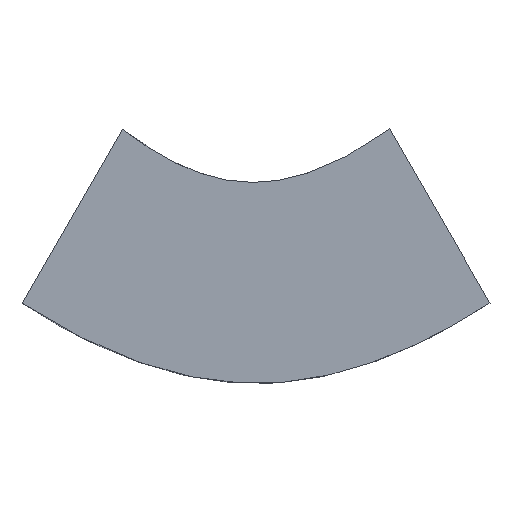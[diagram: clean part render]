
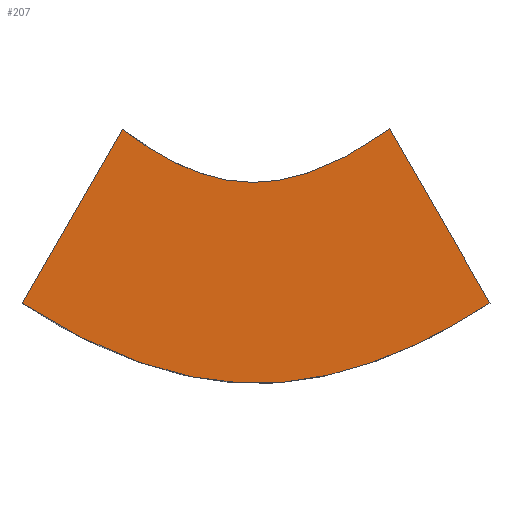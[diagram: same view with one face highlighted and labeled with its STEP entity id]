
A CAD part, top view. The second image highlights one B-rep face of the part: STEP entity #207.
In plain terms, the highlighted planar face has unit normal (0, 0, 1).
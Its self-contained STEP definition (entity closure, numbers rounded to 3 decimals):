
#19=(
BOUNDED_CURVE()
B_SPLINE_CURVE(5,(#305,#306,#307,#308,#309,#310,#311,#312,#313,#314,#315,
#316,#317,#318,#319),.UNSPECIFIED.,.F.,.F.)
B_SPLINE_CURVE_WITH_KNOTS((6,1,1,1,1,1,1,1,1,1,6),(0.,0.1,0.2,0.3,0.4,0.5,
0.6,0.7,0.8,0.9,1.),.UNSPECIFIED.)
CURVE()
GEOMETRIC_REPRESENTATION_ITEM()
RATIONAL_B_SPLINE_CURVE((1.,1.,1.,1.,1.,1.,1.,1.,1.,1.,1.,1.,1.,1.,1.))
REPRESENTATION_ITEM('')
);
#20=(
BOUNDED_CURVE()
B_SPLINE_CURVE(5,(#323,#324,#325,#326,#327,#328,#329,#330,#331,#332,#333,
#334,#335,#336,#337),.UNSPECIFIED.,.F.,.F.)
B_SPLINE_CURVE_WITH_KNOTS((6,1,1,1,1,1,1,1,1,1,6),(-1.,-0.9,-0.8,-0.7,-0.6,
-0.5,-0.4,-0.3,-0.2,-0.1,0.),.UNSPECIFIED.)
CURVE()
GEOMETRIC_REPRESENTATION_ITEM()
RATIONAL_B_SPLINE_CURVE((1.,1.,1.,1.,1.,1.,1.,1.,1.,1.,1.,1.,1.,1.,1.))
REPRESENTATION_ITEM('')
);
#24=PLANE('',#236);
#35=FACE_OUTER_BOUND('',#48,.T.);
#48=EDGE_LOOP('',(#155,#156,#157,#158));
#62=LINE('',#321,#83);
#63=LINE('',#338,#84);
#83=VECTOR('',#258,10.);
#84=VECTOR('',#259,10.);
#107=VERTEX_POINT('',#303);
#108=VERTEX_POINT('',#304);
#109=VERTEX_POINT('',#320);
#110=VERTEX_POINT('',#322);
#126=EDGE_CURVE('',#107,#108,#19,.T.);
#127=EDGE_CURVE('',#108,#109,#62,.T.);
#128=EDGE_CURVE('',#109,#110,#20,.T.);
#129=EDGE_CURVE('',#110,#107,#63,.T.);
#155=ORIENTED_EDGE('',*,*,#126,.T.);
#156=ORIENTED_EDGE('',*,*,#127,.T.);
#157=ORIENTED_EDGE('',*,*,#128,.T.);
#158=ORIENTED_EDGE('',*,*,#129,.T.);
#207=ADVANCED_FACE('',(#35),#24,.T.);
#236=AXIS2_PLACEMENT_3D('',#302,#256,#257);
#256=DIRECTION('center_axis',(0.,0.,
1.));
#257=DIRECTION('ref_axis',(-1.,0.,0.));
#258=DIRECTION('',(-0.5,0.866,0.));
#259=DIRECTION('',(-0.5,-0.866,0.));
#302=CARTESIAN_POINT('Origin',(23.011,82.998,-31.905));
#303=CARTESIAN_POINT('',(17.19,81.848,-31.905));
#304=CARTESIAN_POINT('',(28.832,81.854,-31.905));
#305=CARTESIAN_POINT('Ctrl Pts',(17.19,81.848,-31.905));
#306=CARTESIAN_POINT('Ctrl Pts',(17.423,81.697,-31.905));
#307=CARTESIAN_POINT('Ctrl Pts',(17.889,81.408,-31.905));
#308=CARTESIAN_POINT('Ctrl Pts',(18.589,81.013,-31.905));
#309=CARTESIAN_POINT('Ctrl Pts',(19.522,80.569,-31.905));
#310=CARTESIAN_POINT('Ctrl Pts',(20.687,80.156,-31.905));
#311=CARTESIAN_POINT('Ctrl Pts',(21.852,79.899,-31.905));
#312=CARTESIAN_POINT('Ctrl Pts',(23.016,79.812,-31.905));
#313=CARTESIAN_POINT('Ctrl Pts',(24.18,79.9,-31.905));
#314=CARTESIAN_POINT('Ctrl Pts',(25.344,80.158,-31.905));
#315=CARTESIAN_POINT('Ctrl Pts',(26.507,80.572,-31.905));
#316=CARTESIAN_POINT('Ctrl Pts',(27.437,81.018,-31.905));
#317=CARTESIAN_POINT('Ctrl Pts',(28.134,81.413,-31.905));
#318=CARTESIAN_POINT('Ctrl Pts',(28.599,81.702,-31.905));
#319=CARTESIAN_POINT('Ctrl Pts',(28.832,81.854,-31.905));
#320=CARTESIAN_POINT('',(26.332,86.184,-31.905));
#321=CARTESIAN_POINT('',(28.832,81.854,-31.905));
#322=CARTESIAN_POINT('',(19.689,86.178,-31.905));
#323=CARTESIAN_POINT('Ctrl Pts',(26.332,86.184,-31.905));
#324=CARTESIAN_POINT('Ctrl Pts',(26.195,86.083,-31.905));
#325=CARTESIAN_POINT('Ctrl Pts',(25.922,85.891,-31.905));
#326=CARTESIAN_POINT('Ctrl Pts',(25.513,85.629,-31.905));
#327=CARTESIAN_POINT('Ctrl Pts',(24.97,85.333,-31.905));
#328=CARTESIAN_POINT('Ctrl Pts',(24.295,85.057,-31.905));
#329=CARTESIAN_POINT('Ctrl Pts',(23.624,84.885,-31.905));
#330=CARTESIAN_POINT('Ctrl Pts',(22.957,84.825,-31.905));
#331=CARTESIAN_POINT('Ctrl Pts',(22.295,84.882,-31.905));
#332=CARTESIAN_POINT('Ctrl Pts',(21.638,85.051,-31.905));
#333=CARTESIAN_POINT('Ctrl Pts',(20.984,85.325,-31.905));
#334=CARTESIAN_POINT('Ctrl Pts',(20.464,85.622,-31.905));
#335=CARTESIAN_POINT('Ctrl Pts',(20.076,85.884,-31.905));
#336=CARTESIAN_POINT('Ctrl Pts',(19.818,86.077,-31.905));
#337=CARTESIAN_POINT('Ctrl Pts',(19.689,86.178,-31.905));
#338=CARTESIAN_POINT('',(17.19,81.848,-31.905));
